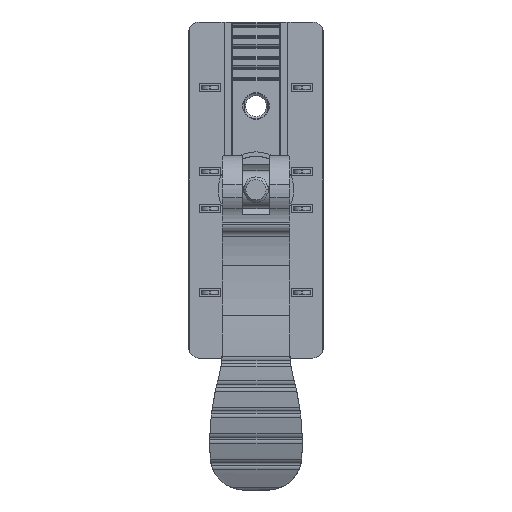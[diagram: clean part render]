
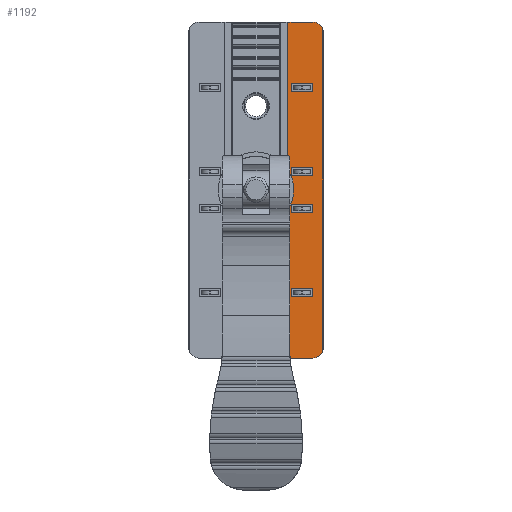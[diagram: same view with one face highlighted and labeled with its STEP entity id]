
A CAD part, top view. The second image highlights one B-rep face of the part: STEP entity #1192.
In plain terms, the highlighted planar face has unit normal (0, 0, 1).
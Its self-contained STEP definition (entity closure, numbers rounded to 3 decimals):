
#1192=ADVANCED_FACE('NONE',(#2997,#2998,#2999,#3000,#3001),#3002,.F.);
#2997=FACE_OUTER_BOUND('',#5509,.T.);
#2998=FACE_BOUND('',#5510,.T.);
#2999=FACE_BOUND('',#5511,.T.);
#3000=FACE_BOUND('',#5512,.T.);
#3001=FACE_BOUND('',#5513,.T.);
#3002=PLANE('',#5514);
#5509=EDGE_LOOP('',(#10092,#10093,#10094,#10095,#10096,#10097));
#5510=EDGE_LOOP('',(#10098,#10099,#10100,#10101));
#5511=EDGE_LOOP('',(#10102,#10103,#10104,#10105));
#5512=EDGE_LOOP('',(#10106,#10107,#10108,#10109));
#5513=EDGE_LOOP('',(#10110,#10111,#10112,#10113));
#5514=AXIS2_PLACEMENT_3D('',#10114,#10115,#10116);
#10092=ORIENTED_EDGE('',*,*,#16350,.T.);
#10093=ORIENTED_EDGE('',*,*,#16686,.T.);
#10094=ORIENTED_EDGE('',*,*,#16687,.T.);
#10095=ORIENTED_EDGE('',*,*,#16688,.T.);
#10096=ORIENTED_EDGE('',*,*,#16303,.F.);
#10097=ORIENTED_EDGE('',*,*,#16689,.T.);
#10098=ORIENTED_EDGE('',*,*,#16690,.F.);
#10099=ORIENTED_EDGE('',*,*,#16691,.F.);
#10100=ORIENTED_EDGE('',*,*,#16692,.F.);
#10101=ORIENTED_EDGE('',*,*,#16693,.F.);
#10102=ORIENTED_EDGE('',*,*,#16694,.T.);
#10103=ORIENTED_EDGE('',*,*,#16695,.T.);
#10104=ORIENTED_EDGE('',*,*,#16696,.T.);
#10105=ORIENTED_EDGE('',*,*,#16697,.T.);
#10106=ORIENTED_EDGE('',*,*,#16698,.T.);
#10107=ORIENTED_EDGE('',*,*,#16699,.T.);
#10108=ORIENTED_EDGE('',*,*,#16700,.T.);
#10109=ORIENTED_EDGE('',*,*,#16701,.T.);
#10110=ORIENTED_EDGE('',*,*,#16702,.T.);
#10111=ORIENTED_EDGE('',*,*,#16703,.T.);
#10112=ORIENTED_EDGE('',*,*,#16704,.T.);
#10113=ORIENTED_EDGE('',*,*,#16705,.T.);
#10114=CARTESIAN_POINT('',(7.5,40.,2.7));
#10115=DIRECTION('',(0.,0.,-1.0));
#10116=DIRECTION('',(-1.0,0.0,0.));
#16303=EDGE_CURVE('NONE',#19534,#19536,#19537,.T.);
#16350=EDGE_CURVE('NONE',#19627,#19625,#19628,.T.);
#16686=EDGE_CURVE('NONE',#19625,#20189,#20190,.T.);
#16687=EDGE_CURVE('NONE',#20189,#20191,#20192,.T.);
#16688=EDGE_CURVE('NONE',#20191,#19536,#20193,.T.);
#16689=EDGE_CURVE('NONE',#19534,#19627,#20194,.T.);
#16690=EDGE_CURVE('NONE',#20195,#20196,#20197,.T.);
#16691=EDGE_CURVE('NONE',#20198,#20195,#20199,.T.);
#16692=EDGE_CURVE('NONE',#20200,#20198,#20201,.T.);
#16693=EDGE_CURVE('NONE',#20196,#20200,#20202,.T.);
#16694=EDGE_CURVE('NONE',#20203,#20204,#20205,.T.);
#16695=EDGE_CURVE('NONE',#20204,#20206,#20207,.T.);
#16696=EDGE_CURVE('NONE',#20206,#20208,#20209,.T.);
#16697=EDGE_CURVE('NONE',#20208,#20203,#20210,.T.);
#16698=EDGE_CURVE('NONE',#20211,#20212,#20213,.T.);
#16699=EDGE_CURVE('NONE',#20212,#20214,#20215,.T.);
#16700=EDGE_CURVE('NONE',#20214,#20216,#20217,.T.);
#16701=EDGE_CURVE('NONE',#20216,#20211,#20218,.T.);
#16702=EDGE_CURVE('NONE',#20219,#20220,#20221,.T.);
#16703=EDGE_CURVE('NONE',#20220,#20222,#20223,.T.);
#16704=EDGE_CURVE('NONE',#20222,#20224,#20225,.T.);
#16705=EDGE_CURVE('NONE',#20224,#20219,#20226,.T.);
#19534=VERTEX_POINT('NONE',#24628);
#19536=VERTEX_POINT('NONE',#24630);
#19537=LINE('',#24631,#24632);
#19625=VERTEX_POINT('NONE',#24758);
#19627=VERTEX_POINT('NONE',#24761);
#19628=LINE('',#24762,#24763);
#20189=VERTEX_POINT('NONE',#25528);
#20190=CIRCLE('',#25529,2.5);
#20191=VERTEX_POINT('NONE',#25530);
#20192=LINE('',#25531,#25532);
#20193=CIRCLE('',#25533,2.5);
#20194=LINE('',#25534,#25535);
#20195=VERTEX_POINT('NONE',#25536);
#20196=VERTEX_POINT('NONE',#25537);
#20197=LINE('',#25538,#25539);
#20198=VERTEX_POINT('NONE',#25540);
#20199=LINE('',#25541,#25542);
#20200=VERTEX_POINT('NONE',#25543);
#20201=LINE('',#25544,#25545);
#20202=LINE('',#25546,#25547);
#20203=VERTEX_POINT('NONE',#25548);
#20204=VERTEX_POINT('NONE',#25549);
#20205=LINE('',#25550,#25551);
#20206=VERTEX_POINT('NONE',#25552);
#20207=LINE('',#25553,#25554);
#20208=VERTEX_POINT('NONE',#25555);
#20209=LINE('',#25556,#25557);
#20210=LINE('',#25558,#25559);
#20211=VERTEX_POINT('NONE',#25560);
#20212=VERTEX_POINT('NONE',#25561);
#20213=LINE('',#25562,#25563);
#20214=VERTEX_POINT('NONE',#25564);
#20215=LINE('',#25565,#25566);
#20216=VERTEX_POINT('NONE',#25567);
#20217=LINE('',#25568,#25569);
#20218=LINE('',#25570,#25571);
#20219=VERTEX_POINT('NONE',#25572);
#20220=VERTEX_POINT('NONE',#25573);
#20221=LINE('',#25574,#25575);
#20222=VERTEX_POINT('NONE',#25576);
#20223=LINE('',#25577,#25578);
#20224=VERTEX_POINT('NONE',#25579);
#20225=LINE('',#25580,#25581);
#20226=LINE('',#25582,#25583);
#24628=CARTESIAN_POINT('',(7.6,40.,2.7));
#24630=CARTESIAN_POINT('',(13.5,40.,2.7));
#24631=CARTESIAN_POINT('',(0.,40.,2.7));
#24632=VECTOR('',#31339,1000.0);
#24758=CARTESIAN_POINT('',(13.5,-40.0,2.7));
#24761=CARTESIAN_POINT('',(7.6,-40.0,2.7));
#24762=CARTESIAN_POINT('',(7.5,-40.0,2.7));
#24763=VECTOR('',#31397,1000.0);
#25528=CARTESIAN_POINT('',(15.9,-38.2,2.7));
#25529=AXIS2_PLACEMENT_3D('',#31848,#31849,#31850);
#25530=CARTESIAN_POINT('',(15.9,38.2,2.7));
#25531=CARTESIAN_POINT('',(15.9,40.,2.7));
#25532=VECTOR('',#31851,1000.0);
#25533=AXIS2_PLACEMENT_3D('',#31852,#31853,#31854);
#25534=CARTESIAN_POINT('',(7.6,-40.0,2.7));
#25535=VECTOR('',#31855,1000.0);
#25536=CARTESIAN_POINT('',(8.5,5.4,2.7));
#25537=CARTESIAN_POINT('',(8.5,3.4,2.7));
#25538=CARTESIAN_POINT('',(8.5,5.4,2.7));
#25539=VECTOR('',#31856,1000.0);
#25540=CARTESIAN_POINT('',(13.5,5.4,2.7));
#25541=CARTESIAN_POINT('',(13.5,5.4,2.7));
#25542=VECTOR('',#31857,1000.0);
#25543=CARTESIAN_POINT('',(13.5,3.4,2.7));
#25544=CARTESIAN_POINT('',(13.5,3.4,2.7));
#25545=VECTOR('',#31858,1000.0);
#25546=CARTESIAN_POINT('',(8.5,3.4,2.7));
#25547=VECTOR('',#31859,1000.0);
#25548=CARTESIAN_POINT('',(8.5,-5.4,2.7));
#25549=CARTESIAN_POINT('',(8.5,-3.4,2.7));
#25550=CARTESIAN_POINT('',(8.5,40.,2.7));
#25551=VECTOR('',#31860,1000.0);
#25552=CARTESIAN_POINT('',(13.5,-3.4,2.7));
#25553=CARTESIAN_POINT('',(7.5,-3.4,2.7));
#25554=VECTOR('',#31861,1000.0);
#25555=CARTESIAN_POINT('',(13.5,-5.4,2.7));
#25556=CARTESIAN_POINT('',(13.5,40.,2.7));
#25557=VECTOR('',#31862,1000.0);
#25558=CARTESIAN_POINT('',(7.5,-5.4,2.7));
#25559=VECTOR('',#31863,1000.0);
#25560=CARTESIAN_POINT('',(8.5,23.4,2.7));
#25561=CARTESIAN_POINT('',(8.5,25.4,2.7));
#25562=CARTESIAN_POINT('',(8.5,40.,2.7));
#25563=VECTOR('',#31864,1000.0);
#25564=CARTESIAN_POINT('',(13.5,25.4,2.7));
#25565=CARTESIAN_POINT('',(7.5,25.4,2.7));
#25566=VECTOR('',#31865,1000.0);
#25567=CARTESIAN_POINT('',(13.5,23.4,2.7));
#25568=CARTESIAN_POINT('',(13.5,40.,2.7));
#25569=VECTOR('',#31866,1000.0);
#25570=CARTESIAN_POINT('',(7.5,23.4,2.7));
#25571=VECTOR('',#31867,1000.0);
#25572=CARTESIAN_POINT('',(8.5,-25.4,2.7));
#25573=CARTESIAN_POINT('',(8.5,-23.4,2.7));
#25574=CARTESIAN_POINT('',(8.5,40.,2.7));
#25575=VECTOR('',#31868,1000.0);
#25576=CARTESIAN_POINT('',(13.5,-23.4,2.7));
#25577=CARTESIAN_POINT('',(7.5,-23.4,2.7));
#25578=VECTOR('',#31869,1000.0);
#25579=CARTESIAN_POINT('',(13.5,-25.4,2.7));
#25580=CARTESIAN_POINT('',(13.5,40.,2.7));
#25581=VECTOR('',#31870,1000.0);
#25582=CARTESIAN_POINT('',(7.5,-25.4,2.7));
#25583=VECTOR('',#31871,1000.0);
#31339=DIRECTION('',(1.0,0.,0.));
#31397=DIRECTION('',(1.0,0.,0.));
#31848=CARTESIAN_POINT('',(13.5,-37.5,2.7));
#31849=DIRECTION('',(0.,0.,1.0));
#31850=DIRECTION('',(0.,1.0,0.));
#31851=DIRECTION('',(0.,1.0,0.));
#31852=CARTESIAN_POINT('',(13.5,37.5,2.7));
#31853=DIRECTION('',(0.,0.,1.0));
#31854=DIRECTION('',(0.,1.0,0.));
#31855=DIRECTION('',(0.,-1.0,0.));
#31856=DIRECTION('',(0.,-1.0,0.0));
#31857=DIRECTION('',(-1.0,0.,0.0));
#31858=DIRECTION('',(0.,1.0,0.0));
#31859=DIRECTION('',(1.0,0.,0.0));
#31860=DIRECTION('',(0.,1.0,0.));
#31861=DIRECTION('',(1.0,0.,0.));
#31862=DIRECTION('',(0.,-1.0,0.));
#31863=DIRECTION('',(-1.0,0.,0.));
#31864=DIRECTION('',(0.,1.0,0.));
#31865=DIRECTION('',(1.0,0.,0.));
#31866=DIRECTION('',(0.,-1.0,0.));
#31867=DIRECTION('',(-1.0,0.,0.));
#31868=DIRECTION('',(0.,1.0,0.));
#31869=DIRECTION('',(1.0,0.,0.));
#31870=DIRECTION('',(0.,-1.0,0.));
#31871=DIRECTION('',(-1.0,0.,0.));
